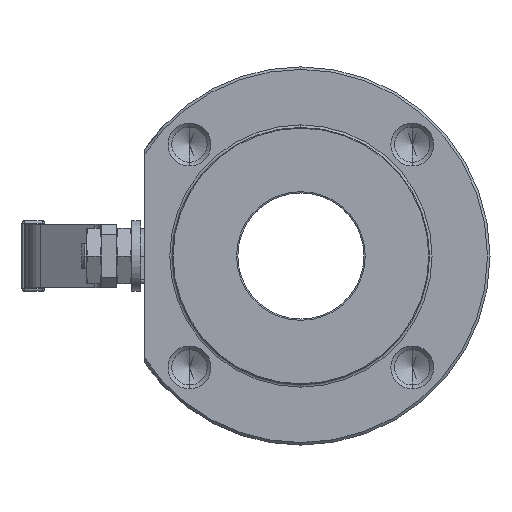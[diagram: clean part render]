
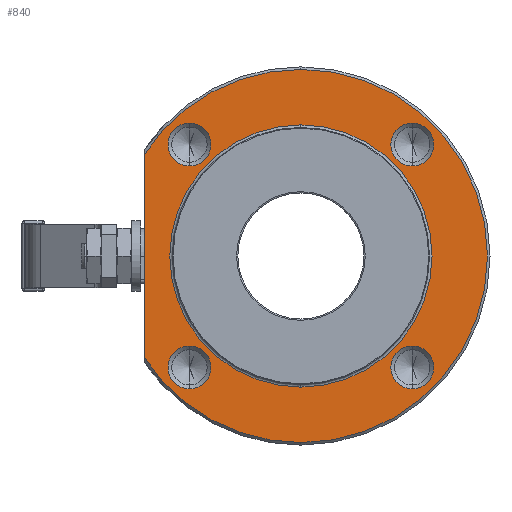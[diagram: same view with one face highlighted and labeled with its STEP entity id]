
A CAD part, left-side view. The second image highlights one B-rep face of the part: STEP entity #840.
In plain terms, the highlighted planar face has unit normal (-1, 0, 0).
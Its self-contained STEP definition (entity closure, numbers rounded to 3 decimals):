
#797 = EDGE_CURVE ( 'NONE', #801, #1745, #5081, .T. ) ;
#801 = VERTEX_POINT ( 'NONE', #5077 ) ;
#807 = EDGE_LOOP ( 'NONE', ( #876, #877, #866, #869 ) ) ;
#808 = EDGE_LOOP ( 'NONE', ( #882, #879 ) ) ;
#809 = EDGE_LOOP ( 'NONE', ( #811, #884 ) ) ;
#810 = ORIENTED_EDGE ( 'NONE', *, *, #880, .F. ) ;
#811 = ORIENTED_EDGE ( 'NONE', *, *, #883, .F. ) ;
#812 = ORIENTED_EDGE ( 'NONE', *, *, #815, .F. ) ;
#813 = EDGE_LOOP ( 'NONE', ( #810, #881 ) ) ;
#814 = ORIENTED_EDGE ( 'NONE', *, *, #817, .T. ) ;
#815 = EDGE_CURVE ( 'NONE', #2691, #2635, #5066, .T. ) ;
#816 = ORIENTED_EDGE ( 'NONE', *, *, #2690, .F. ) ;
#817 = EDGE_CURVE ( 'NONE', #1764, #1767, #5057, .T. ) ;
#818 = EDGE_LOOP ( 'NONE', ( #812, #816 ) ) ;
#823 = ORIENTED_EDGE ( 'NONE', *, *, #1766, .T. ) ;
#839 = EDGE_LOOP ( 'NONE', ( #823, #814 ) ) ;
#840 = ADVANCED_FACE ( 'NONE', ( #5151, #5150, #5149, #5148, #5147, #5146 ), #5145, .T. ) ;
#850 = EDGE_CURVE ( 'NONE', #801, #1759, #5132, .T. ) ;
#866 = ORIENTED_EDGE ( 'NONE', *, *, #1758, .T. ) ;
#869 = ORIENTED_EDGE ( 'NONE', *, *, #1743, .T. ) ;
#876 = ORIENTED_EDGE ( 'NONE', *, *, #797, .F. ) ;
#877 = ORIENTED_EDGE ( 'NONE', *, *, #850, .T. ) ;
#878 = EDGE_CURVE ( 'NONE', #2771, #2728, #5215, .T. ) ;
#879 = ORIENTED_EDGE ( 'NONE', *, *, #2719, .F. ) ;
#880 = EDGE_CURVE ( 'NONE', #2668, #2729, #5210, .T. ) ;
#881 = ORIENTED_EDGE ( 'NONE', *, *, #2743, .F. ) ;
#882 = ORIENTED_EDGE ( 'NONE', *, *, #878, .F. ) ;
#883 = EDGE_CURVE ( 'NONE', #2709, #2716, #5205, .T. ) ;
#884 = ORIENTED_EDGE ( 'NONE', *, *, #2720, .F. ) ;
#1743 = EDGE_CURVE ( 'NONE', #1744, #1745, #6734, .T. ) ;
#1744 = VERTEX_POINT ( 'NONE', #6729 ) ;
#1745 = VERTEX_POINT ( 'NONE', #6728 ) ;
#1758 = EDGE_CURVE ( 'NONE', #1759, #1744, #6768, .T. ) ;
#1759 = VERTEX_POINT ( 'NONE', #6759 ) ;
#1764 = VERTEX_POINT ( 'NONE', #6813 ) ;
#1766 = EDGE_CURVE ( 'NONE', #1767, #1764, #6812, .T. ) ;
#1767 = VERTEX_POINT ( 'NONE', #6807 ) ;
#2635 = VERTEX_POINT ( 'NONE', #7784 ) ;
#2668 = VERTEX_POINT ( 'NONE', #7841 ) ;
#2690 = EDGE_CURVE ( 'NONE', #2635, #2691, #7875, .T. ) ;
#2691 = VERTEX_POINT ( 'NONE', #7870 ) ;
#2709 = VERTEX_POINT ( 'NONE', #7901 ) ;
#2716 = VERTEX_POINT ( 'NONE', #7888 ) ;
#2719 = EDGE_CURVE ( 'NONE', #2728, #2771, #7886, .T. ) ;
#2720 = EDGE_CURVE ( 'NONE', #2716, #2709, #7944, .T. ) ;
#2728 = VERTEX_POINT ( 'NONE', #7931 ) ;
#2729 = VERTEX_POINT ( 'NONE', #7930 ) ;
#2743 = EDGE_CURVE ( 'NONE', #2729, #2668, #7959, .T. ) ;
#2771 = VERTEX_POINT ( 'NONE', #8025 ) ;
#5053 = DIRECTION ( 'NONE',  ( 0., 0., 1. ) ) ;
#5054 = DIRECTION ( 'NONE',  ( 1., 0., 0. ) ) ;
#5055 = CARTESIAN_POINT ( 'NONE',  ( -38., 0., 0. ) ) ;
#5056 = AXIS2_PLACEMENT_3D ( 'NONE', #5055, #5054, #5053 ) ;
#5057 = CIRCLE ( 'NONE', #5056, 52. ) ;
#5059 = DIRECTION ( 'NONE',  ( 0., 0., 1. ) ) ;
#5060 = DIRECTION ( 'NONE',  ( -1., 0., 0. ) ) ;
#5061 = CARTESIAN_POINT ( 'NONE',  ( -38., 44.194, -44.194 ) ) ;
#5062 = AXIS2_PLACEMENT_3D ( 'NONE', #5061, #5060, #5059 ) ;
#5066 = CIRCLE ( 'NONE', #5062, 8.5 ) ;
#5077 = CARTESIAN_POINT ( 'NONE',  ( -38., 62., -40.398 ) ) ;
#5078 = DIRECTION ( 'NONE',  ( 0., 0., 1. ) ) ;
#5079 = VECTOR ( 'NONE', #5078, 1000. ) ;
#5080 = CARTESIAN_POINT ( 'NONE',  ( -38., 62., 0. ) ) ;
#5081 = LINE ( 'NONE', #5080, #5079 ) ;
#5128 = DIRECTION ( 'NONE',  ( 0., 0., 1. ) ) ;
#5129 = DIRECTION ( 'NONE',  ( -1., 0., 0. ) ) ;
#5130 = CARTESIAN_POINT ( 'NONE',  ( -38., 0., 0. ) ) ;
#5131 = AXIS2_PLACEMENT_3D ( 'NONE', #5130, #5129, #5128 ) ;
#5132 = CIRCLE ( 'NONE', #5131, 74. ) ;
#5140 = DIRECTION ( 'NONE',  ( 0., 0., 1. ) ) ;
#5141 = DIRECTION ( 'NONE',  ( -1., 0., 0. ) ) ;
#5142 = AXIS2_PLACEMENT_3D ( 'NONE', #5144, #5141, #5140 ) ;
#5144 = CARTESIAN_POINT ( 'NONE',  ( -38., 51., 0. ) ) ;
#5145 = PLANE ( 'NONE',  #5142 ) ;
#5146 = FACE_OUTER_BOUND ( 'NONE', #807, .T. ) ;
#5147 = FACE_BOUND ( 'NONE', #809, .T. ) ;
#5148 = FACE_BOUND ( 'NONE', #808, .T. ) ;
#5149 = FACE_BOUND ( 'NONE', #813, .T. ) ;
#5150 = FACE_BOUND ( 'NONE', #818, .T. ) ;
#5151 = FACE_BOUND ( 'NONE', #839, .T. ) ;
#5201 = DIRECTION ( 'NONE',  ( 0., 0., 1. ) ) ;
#5202 = DIRECTION ( 'NONE',  ( -1., 0., 0. ) ) ;
#5203 = CARTESIAN_POINT ( 'NONE',  ( -38., 44.194, 44.194 ) ) ;
#5204 = AXIS2_PLACEMENT_3D ( 'NONE', #5203, #5202, #5201 ) ;
#5205 = CIRCLE ( 'NONE', #5204, 8.5 ) ;
#5206 = DIRECTION ( 'NONE',  ( 0., 0., 1. ) ) ;
#5207 = DIRECTION ( 'NONE',  ( -1., 0., 0. ) ) ;
#5208 = CARTESIAN_POINT ( 'NONE',  ( -38., -44.194, -44.194 ) ) ;
#5209 = AXIS2_PLACEMENT_3D ( 'NONE', #5208, #5207, #5206 ) ;
#5210 = CIRCLE ( 'NONE', #5209, 8.5 ) ;
#5211 = DIRECTION ( 'NONE',  ( 0., 0., 1. ) ) ;
#5212 = DIRECTION ( 'NONE',  ( -1., 0., 0. ) ) ;
#5213 = CARTESIAN_POINT ( 'NONE',  ( -38., -44.194, 44.194 ) ) ;
#5214 = AXIS2_PLACEMENT_3D ( 'NONE', #5213, #5212, #5211 ) ;
#5215 = CIRCLE ( 'NONE', #5214, 8.5 ) ;
#6728 = CARTESIAN_POINT ( 'NONE',  ( -38., 62., 40.398 ) ) ;
#6729 = CARTESIAN_POINT ( 'NONE',  ( -38., 0., 74. ) ) ;
#6730 = DIRECTION ( 'NONE',  ( 0., 0., 1. ) ) ;
#6731 = DIRECTION ( 'NONE',  ( -1., 0., 0. ) ) ;
#6732 = CARTESIAN_POINT ( 'NONE',  ( -38., 0., 0. ) ) ;
#6733 = AXIS2_PLACEMENT_3D ( 'NONE', #6732, #6731, #6730 ) ;
#6734 = CIRCLE ( 'NONE', #6733, 74. ) ;
#6759 = CARTESIAN_POINT ( 'NONE',  ( -38., 0., -74. ) ) ;
#6760 = DIRECTION ( 'NONE',  ( 0., 0., 1. ) ) ;
#6761 = DIRECTION ( 'NONE',  ( -1., 0., 0. ) ) ;
#6762 = CARTESIAN_POINT ( 'NONE',  ( -38., 0., 0. ) ) ;
#6763 = AXIS2_PLACEMENT_3D ( 'NONE', #6762, #6761, #6760 ) ;
#6768 = CIRCLE ( 'NONE', #6763, 74. ) ;
#6807 = CARTESIAN_POINT ( 'NONE',  ( -38., 0., 52. ) ) ;
#6808 = DIRECTION ( 'NONE',  ( 0., 0., 1. ) ) ;
#6809 = DIRECTION ( 'NONE',  ( 1., 0., 0. ) ) ;
#6810 = CARTESIAN_POINT ( 'NONE',  ( -38., 0., 0. ) ) ;
#6811 = AXIS2_PLACEMENT_3D ( 'NONE', #6810, #6809, #6808 ) ;
#6812 = CIRCLE ( 'NONE', #6811, 52. ) ;
#6813 = CARTESIAN_POINT ( 'NONE',  ( -38., 0., -52. ) ) ;
#7784 = CARTESIAN_POINT ( 'NONE',  ( -38., 44.194, -52.694 ) ) ;
#7841 = CARTESIAN_POINT ( 'NONE',  ( -38., -44.194, -35.694 ) ) ;
#7870 = CARTESIAN_POINT ( 'NONE',  ( -38., 44.194, -35.694 ) ) ;
#7871 = DIRECTION ( 'NONE',  ( 0., 0., 1. ) ) ;
#7872 = DIRECTION ( 'NONE',  ( -1., 0., 0. ) ) ;
#7873 = CARTESIAN_POINT ( 'NONE',  ( -38., 44.194, -44.194 ) ) ;
#7874 = AXIS2_PLACEMENT_3D ( 'NONE', #7873, #7872, #7871 ) ;
#7875 = CIRCLE ( 'NONE', #7874, 8.5 ) ;
#7883 = DIRECTION ( 'NONE',  ( -1., 0., 0. ) ) ;
#7884 = CARTESIAN_POINT ( 'NONE',  ( -38., -44.194, 44.194 ) ) ;
#7885 = AXIS2_PLACEMENT_3D ( 'NONE', #7884, #7883, #7945 ) ;
#7886 = CIRCLE ( 'NONE', #7885, 8.5 ) ;
#7887 = CARTESIAN_POINT ( 'NONE',  ( -38., 44.194, 44.194 ) ) ;
#7888 = CARTESIAN_POINT ( 'NONE',  ( -38., 44.194, 35.694 ) ) ;
#7901 = CARTESIAN_POINT ( 'NONE',  ( -38., 44.194, 52.694 ) ) ;
#7930 = CARTESIAN_POINT ( 'NONE',  ( -38., -44.194, -52.694 ) ) ;
#7931 = CARTESIAN_POINT ( 'NONE',  ( -38., -44.194, 35.694 ) ) ;
#7941 = DIRECTION ( 'NONE',  ( 0., 0., 1. ) ) ;
#7942 = DIRECTION ( 'NONE',  ( -1., 0., 0. ) ) ;
#7943 = AXIS2_PLACEMENT_3D ( 'NONE', #7887, #7942, #7941 ) ;
#7944 = CIRCLE ( 'NONE', #7943, 8.5 ) ;
#7945 = DIRECTION ( 'NONE',  ( 0., 0., 1. ) ) ;
#7955 = DIRECTION ( 'NONE',  ( 0., 0., 1. ) ) ;
#7956 = DIRECTION ( 'NONE',  ( -1., 0., 0. ) ) ;
#7957 = CARTESIAN_POINT ( 'NONE',  ( -38., -44.194, -44.194 ) ) ;
#7958 = AXIS2_PLACEMENT_3D ( 'NONE', #7957, #7956, #7955 ) ;
#7959 = CIRCLE ( 'NONE', #7958, 8.5 ) ;
#8025 = CARTESIAN_POINT ( 'NONE',  ( -38., -44.194, 52.694 ) ) ;
